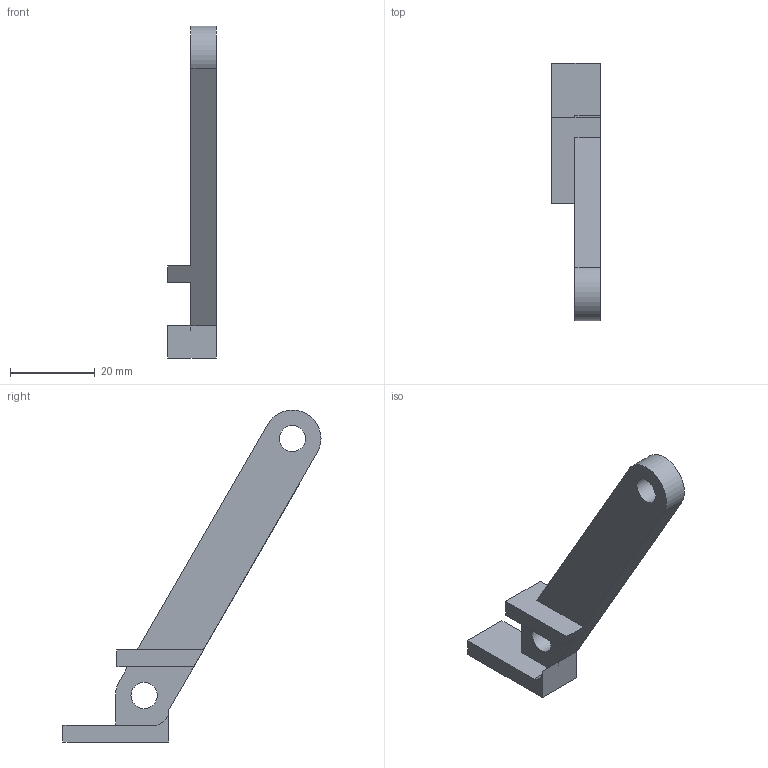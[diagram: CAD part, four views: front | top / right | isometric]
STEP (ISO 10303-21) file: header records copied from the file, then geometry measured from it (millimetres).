
FILE_DESCRIPTION(/* description */ (''),/* implementation_level */ '2;1');
FILE_NAME(/* name */ 'Speedo Sensor Bracke.step',/* time_stamp */ '2020-09-16T21:15:26-07:00',/* author */ (''),/* organization */ (''),/* preprocessor_version */ 'ST-DEVELOPER v18.1',/* originating_system */ 'Autodesk Translation Framework v9.3.0.1241',/* authorisation */ '');
FILE_SCHEMA (('AUTOMOTIVE_DESIGN { 1 0 10303 214 3 1 1 }'));
Length unit declared in the file: millimetre
Products named in the file (2): Speedo Sensor Bracket; Bracket
Assembly tree (1 placements, depth 2):
  Speedo Sensor Bracket
    Bracket
Bounding box: 11.5 x 60.9 x 78.36 mm (x, y, z)
Volume: 7952.9 mm3; surface area: 4529.6 mm2
Topology: 1 solids, 1 shells, 21 faces, 56 edges, 37 vertices
Faces by surface type: plane 16, cylinder 5
Full cylindrical faces by diameter (mm): 6.2 x2
Entity records: 713 total; most frequent: CARTESIAN_POINT 117, DIRECTION 114, ORIENTED_EDGE 112, EDGE_CURVE 56, LINE 46, VECTOR 46, VERTEX_POINT 37, AXIS2_PLACEMENT_3D 34
